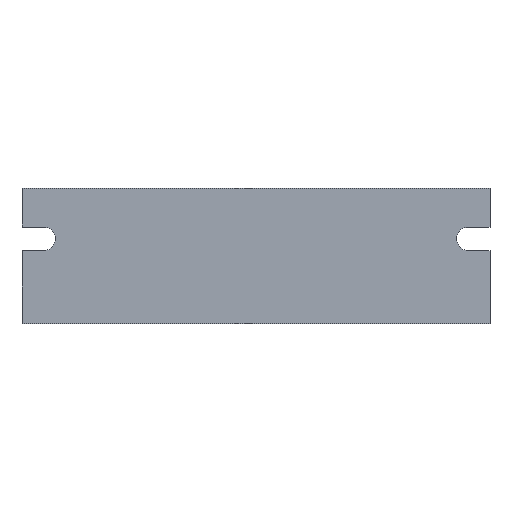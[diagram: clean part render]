
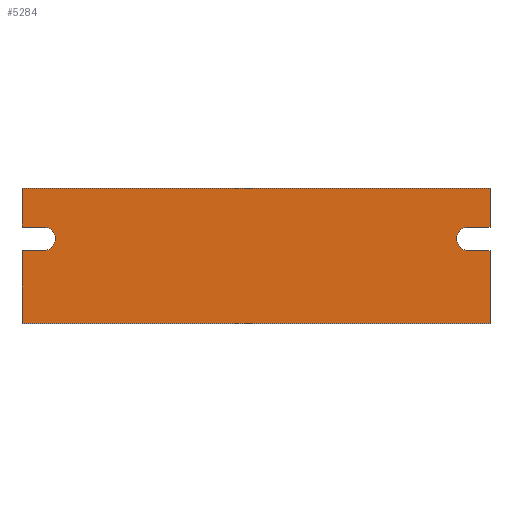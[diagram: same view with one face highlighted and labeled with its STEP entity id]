
A CAD part, top view. The second image highlights one B-rep face of the part: STEP entity #5284.
In plain terms, the highlighted planar face has unit normal (0, 0, 1).
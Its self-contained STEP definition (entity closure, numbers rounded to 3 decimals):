
#357 = VERTEX_POINT ( 'NONE', #2735 ) ;
#1030 = PLANE ( 'NONE',  #20295 ) ;
#1324 = EDGE_CURVE ( 'NONE', #12895, #5077, #10461, .T. ) ;
#1492 = CIRCLE ( 'NONE', #16652, 2.45 ) ;
#1646 = CARTESIAN_POINT ( 'NONE',  ( -48.5, 14., 28.5 ) ) ;
#1704 = LINE ( 'NONE', #8893, #16953 ) ;
#1825 = CARTESIAN_POINT ( 'NONE',  ( 44.05, 5.95, 28.5 ) ) ;
#1884 = ORIENTED_EDGE ( 'NONE', *, *, #15500, .F. ) ;
#2116 = EDGE_CURVE ( 'NONE', #3747, #7746, #14162, .T. ) ;
#2198 = ORIENTED_EDGE ( 'NONE', *, *, #8521, .F. ) ;
#2577 = LINE ( 'NONE', #9670, #3314 ) ;
#2642 = DIRECTION ( 'NONE',  ( 0., 0., 1. ) ) ;
#2664 = EDGE_CURVE ( 'NONE', #12920, #19164, #6995, .T. ) ;
#2735 = CARTESIAN_POINT ( 'NONE',  ( -48.5, -14., 28.5 ) ) ;
#2851 = EDGE_CURVE ( 'NONE', #12884, #3368, #1492, .T. ) ;
#3053 = VECTOR ( 'NONE', #15848, 1000. ) ;
#3314 = VECTOR ( 'NONE', #19180, 1000. ) ;
#3368 = VERTEX_POINT ( 'NONE', #14604 ) ;
#3747 = VERTEX_POINT ( 'NONE', #17036 ) ;
#3758 = EDGE_CURVE ( 'NONE', #12895, #6958, #1704, .T. ) ;
#3856 = CARTESIAN_POINT ( 'NONE',  ( -48.5, 1.05, 28.5 ) ) ;
#3924 = AXIS2_PLACEMENT_3D ( 'NONE', #15296, #2642, #18701 ) ;
#3985 = EDGE_CURVE ( 'NONE', #4841, #12094, #15476, .T. ) ;
#4094 = DIRECTION ( 'NONE',  ( -1., 0., 0. ) ) ;
#4122 = ORIENTED_EDGE ( 'NONE', *, *, #19467, .F. ) ;
#4411 = VECTOR ( 'NONE', #18972, 1000. ) ;
#4767 = DIRECTION ( 'NONE',  ( 1., 0., 0. ) ) ;
#4832 = LINE ( 'NONE', #1825, #14586 ) ;
#4841 = VERTEX_POINT ( 'NONE', #17254 ) ;
#4876 = VECTOR ( 'NONE', #7590, 1000. ) ;
#5077 = VERTEX_POINT ( 'NONE', #14520 ) ;
#5284 = ADVANCED_FACE ( 'NONE', ( #12637 ), #1030, .F. ) ;
#5580 = LINE ( 'NONE', #10847, #19348 ) ;
#5779 = LINE ( 'NONE', #11206, #3053 ) ;
#5915 = CARTESIAN_POINT ( 'NONE',  ( -44.05, 3.5, 28.5 ) ) ;
#6093 = CARTESIAN_POINT ( 'NONE',  ( 48.5, -14., 28.5 ) ) ;
#6439 = VECTOR ( 'NONE', #13729, 1000. ) ;
#6653 = DIRECTION ( 'NONE',  ( -1., 0., 0. ) ) ;
#6796 = CARTESIAN_POINT ( 'NONE',  ( 44.05, 1.05, 28.5 ) ) ;
#6958 = VERTEX_POINT ( 'NONE', #18864 ) ;
#6995 = LINE ( 'NONE', #20323, #9034 ) ;
#7441 = ORIENTED_EDGE ( 'NONE', *, *, #8202, .F. ) ;
#7590 = DIRECTION ( 'NONE',  ( 1., 0., 0. ) ) ;
#7746 = VERTEX_POINT ( 'NONE', #6796 ) ;
#7808 = VERTEX_POINT ( 'NONE', #3856 ) ;
#8202 = EDGE_CURVE ( 'NONE', #5077, #3747, #4832, .T. ) ;
#8521 = EDGE_CURVE ( 'NONE', #7808, #12884, #5779, .T. ) ;
#8794 = DIRECTION ( 'NONE',  ( 0., 0., -1. ) ) ;
#8893 = CARTESIAN_POINT ( 'NONE',  ( 48.5, 14., 28.5 ) ) ;
#9034 = VECTOR ( 'NONE', #10911, 1000. ) ;
#9291 = ORIENTED_EDGE ( 'NONE', *, *, #2116, .F. ) ;
#9670 = CARTESIAN_POINT ( 'NONE',  ( -48.5, 14., 28.5 ) ) ;
#10348 = CARTESIAN_POINT ( 'NONE',  ( 48.5, 14., 28.5 ) ) ;
#10461 = LINE ( 'NONE', #17959, #15435 ) ;
#10531 = EDGE_CURVE ( 'NONE', #3368, #12920, #10633, .T. ) ;
#10633 = CIRCLE ( 'NONE', #15235, 2.45 ) ;
#10750 = EDGE_CURVE ( 'NONE', #7808, #357, #2577, .T. ) ;
#10847 = CARTESIAN_POINT ( 'NONE',  ( 48.5, -14., 28.5 ) ) ;
#10911 = DIRECTION ( 'NONE',  ( -1., 0., 0. ) ) ;
#11206 = CARTESIAN_POINT ( 'NONE',  ( -44.05, 1.05, 28.5 ) ) ;
#11221 = ORIENTED_EDGE ( 'NONE', *, *, #1324, .F. ) ;
#11413 = LINE ( 'NONE', #20111, #4876 ) ;
#11664 = EDGE_LOOP ( 'NONE', ( #20634, #2198, #18362, #1884, #13199, #4122, #9291, #7441, #11221, #18301, #15984, #13264, #16552 ) ) ;
#11698 = CARTESIAN_POINT ( 'NONE',  ( -44.05, 5.95, 28.5 ) ) ;
#12094 = VERTEX_POINT ( 'NONE', #6093 ) ;
#12637 = FACE_OUTER_BOUND ( 'NONE', #11664, .T. ) ;
#12884 = VERTEX_POINT ( 'NONE', #16670 ) ;
#12895 = VERTEX_POINT ( 'NONE', #13377 ) ;
#12920 = VERTEX_POINT ( 'NONE', #11698 ) ;
#13199 = ORIENTED_EDGE ( 'NONE', *, *, #3985, .F. ) ;
#13264 = ORIENTED_EDGE ( 'NONE', *, *, #2664, .F. ) ;
#13330 = DIRECTION ( 'NONE',  ( 0., -1., 0. ) ) ;
#13377 = CARTESIAN_POINT ( 'NONE',  ( 48.5, 14., 28.5 ) ) ;
#13729 = DIRECTION ( 'NONE',  ( 0., -1., 0. ) ) ;
#13912 = EDGE_CURVE ( 'NONE', #6958, #19164, #16643, .T. ) ;
#14162 = CIRCLE ( 'NONE', #3924, 2.45 ) ;
#14370 = CARTESIAN_POINT ( 'NONE',  ( -44.05, 3.5, 28.5 ) ) ;
#14520 = CARTESIAN_POINT ( 'NONE',  ( 48.5, 5.95, 28.5 ) ) ;
#14586 = VECTOR ( 'NONE', #14759, 1000. ) ;
#14604 = CARTESIAN_POINT ( 'NONE',  ( -41.6, 3.5, 28.5 ) ) ;
#14759 = DIRECTION ( 'NONE',  ( -1., 0., 0. ) ) ;
#15235 = AXIS2_PLACEMENT_3D ( 'NONE', #5915, #17110, #15455 ) ;
#15296 = CARTESIAN_POINT ( 'NONE',  ( 44.05, 3.5, 28.5 ) ) ;
#15435 = VECTOR ( 'NONE', #13330, 1000. ) ;
#15455 = DIRECTION ( 'NONE',  ( 1., 0., 0. ) ) ;
#15476 = LINE ( 'NONE', #18652, #6439 ) ;
#15500 = EDGE_CURVE ( 'NONE', #12094, #357, #5580, .T. ) ;
#15848 = DIRECTION ( 'NONE',  ( 1., 0., 0. ) ) ;
#15984 = ORIENTED_EDGE ( 'NONE', *, *, #13912, .T. ) ;
#16552 = ORIENTED_EDGE ( 'NONE', *, *, #10531, .F. ) ;
#16643 = LINE ( 'NONE', #1646, #4411 ) ;
#16652 = AXIS2_PLACEMENT_3D ( 'NONE', #14370, #17559, #4767 ) ;
#16670 = CARTESIAN_POINT ( 'NONE',  ( -44.05, 1.05, 28.5 ) ) ;
#16798 = DIRECTION ( 'NONE',  ( 0., 1., 0. ) ) ;
#16953 = VECTOR ( 'NONE', #4094, 1000. ) ;
#17036 = CARTESIAN_POINT ( 'NONE',  ( 44.05, 5.95, 28.5 ) ) ;
#17110 = DIRECTION ( 'NONE',  ( 0., 0., 1. ) ) ;
#17254 = CARTESIAN_POINT ( 'NONE',  ( 48.5, 1.05, 28.5 ) ) ;
#17559 = DIRECTION ( 'NONE',  ( 0., 0., 1. ) ) ;
#17959 = CARTESIAN_POINT ( 'NONE',  ( 48.5, 14., 28.5 ) ) ;
#18301 = ORIENTED_EDGE ( 'NONE', *, *, #3758, .T. ) ;
#18362 = ORIENTED_EDGE ( 'NONE', *, *, #10750, .T. ) ;
#18652 = CARTESIAN_POINT ( 'NONE',  ( 48.5, 14., 28.5 ) ) ;
#18701 = DIRECTION ( 'NONE',  ( 1., 0., 0. ) ) ;
#18864 = CARTESIAN_POINT ( 'NONE',  ( -48.5, 14., 28.5 ) ) ;
#18972 = DIRECTION ( 'NONE',  ( 0., -1., 0. ) ) ;
#19164 = VERTEX_POINT ( 'NONE', #19706 ) ;
#19180 = DIRECTION ( 'NONE',  ( 0., -1., 0. ) ) ;
#19348 = VECTOR ( 'NONE', #6653, 1000. ) ;
#19467 = EDGE_CURVE ( 'NONE', #7746, #4841, #11413, .T. ) ;
#19706 = CARTESIAN_POINT ( 'NONE',  ( -48.5, 5.95, 28.5 ) ) ;
#20111 = CARTESIAN_POINT ( 'NONE',  ( 44.05, 1.05, 28.5 ) ) ;
#20295 = AXIS2_PLACEMENT_3D ( 'NONE', #10348, #8794, #16798 ) ;
#20323 = CARTESIAN_POINT ( 'NONE',  ( -44.05, 5.95, 28.5 ) ) ;
#20634 = ORIENTED_EDGE ( 'NONE', *, *, #2851, .F. ) ;
